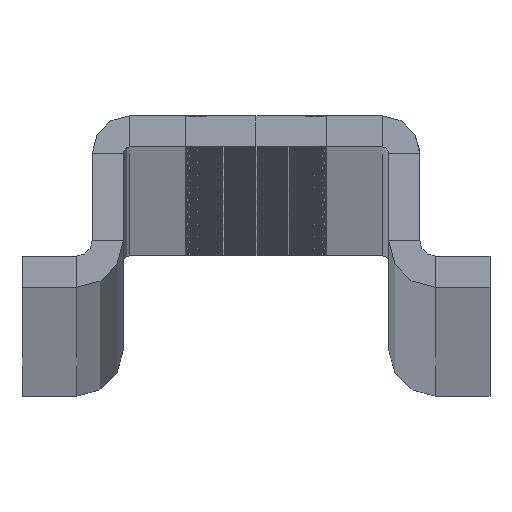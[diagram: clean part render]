
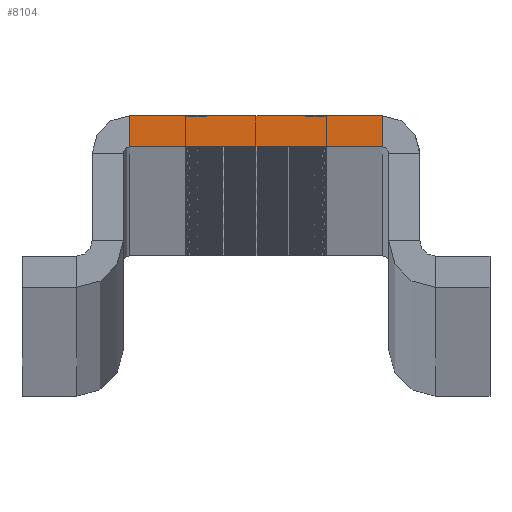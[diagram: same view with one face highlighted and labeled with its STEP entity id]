
A CAD part, top view. The second image highlights one B-rep face of the part: STEP entity #8104.
In plain terms, the highlighted planar face has unit normal (0, 0, 1).
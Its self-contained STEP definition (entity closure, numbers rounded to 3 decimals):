
#1115 = CARTESIAN_POINT ( 'NONE',  ( 4.05, 0., 0. ) ) ;
#1226 = VERTEX_POINT ( 'NONE', #10524 ) ;
#2650 = EDGE_CURVE ( 'NONE', #3653, #9901, #11667, .T. ) ;
#2653 = LINE ( 'NONE', #10408, #9930 ) ;
#3653 = VERTEX_POINT ( 'NONE', #19372 ) ;
#3669 = EDGE_CURVE ( 'NONE', #1226, #3653, #8190, .T. ) ;
#4670 = CARTESIAN_POINT ( 'NONE',  ( 4.05, -1., 0. ) ) ;
#5144 = ORIENTED_EDGE ( 'NONE', *, *, #21295, .T. ) ;
#5163 = ORIENTED_EDGE ( 'NONE', *, *, #2650, .T. ) ;
#5368 = ORIENTED_EDGE ( 'NONE', *, *, #3669, .T. ) ;
#5407 = ORIENTED_EDGE ( 'NONE', *, *, #8439, .F. ) ;
#6917 = FACE_OUTER_BOUND ( 'NONE', #10897, .T. ) ;
#7733 = CARTESIAN_POINT ( 'NONE',  ( 4.05, -1., 0. ) ) ;
#8071 = VERTEX_POINT ( 'NONE', #1115 ) ;
#8104 = ADVANCED_FACE ( 'NONE', ( #6917 ), #23207, .T. ) ;
#8111 = VECTOR ( 'NONE', #19398, 1000. ) ;
#8190 = LINE ( 'NONE', #19288, #8111 ) ;
#8439 = EDGE_CURVE ( 'NONE', #1226, #8071, #2653, .T. ) ;
#8568 = AXIS2_PLACEMENT_3D ( 'NONE', #23108, #22961, #10812 ) ;
#9901 = VERTEX_POINT ( 'NONE', #4670 ) ;
#9930 = VECTOR ( 'NONE', #10214, 1000. ) ;
#10214 = DIRECTION ( 'NONE',  ( 1., 0., 0. ) ) ;
#10408 = CARTESIAN_POINT ( 'NONE',  ( -4.05, 0., 0. ) ) ;
#10524 = CARTESIAN_POINT ( 'NONE',  ( -4.05, 0., 0. ) ) ;
#10812 = DIRECTION ( 'NONE',  ( 1., 0., 0. ) ) ;
#10897 = EDGE_LOOP ( 'NONE', ( #5407, #5368, #5163, #5144 ) ) ;
#11570 = VECTOR ( 'NONE', #20396, 1000. ) ;
#11667 = LINE ( 'NONE', #20345, #11570 ) ;
#15753 = LINE ( 'NONE', #7733, #22930 ) ;
#16899 = DIRECTION ( 'NONE',  ( 0., 1., 0. ) ) ;
#19288 = CARTESIAN_POINT ( 'NONE',  ( -4.05, 0., 0. ) ) ;
#19372 = CARTESIAN_POINT ( 'NONE',  ( -4.05, -1., 0. ) ) ;
#19398 = DIRECTION ( 'NONE',  ( 0., -1., 0. ) ) ;
#20345 = CARTESIAN_POINT ( 'NONE',  ( -4.05, -1., 0. ) ) ;
#20396 = DIRECTION ( 'NONE',  ( 1., 0., 0. ) ) ;
#21295 = EDGE_CURVE ( 'NONE', #9901, #8071, #15753, .T. ) ;
#22930 = VECTOR ( 'NONE', #16899, 1000. ) ;
#22961 = DIRECTION ( 'NONE',  ( 0., 0., 1. ) ) ;
#23108 = CARTESIAN_POINT ( 'NONE',  ( -4.25, -1.2, 0. ) ) ;
#23207 = PLANE ( 'NONE',  #8568 ) ;
